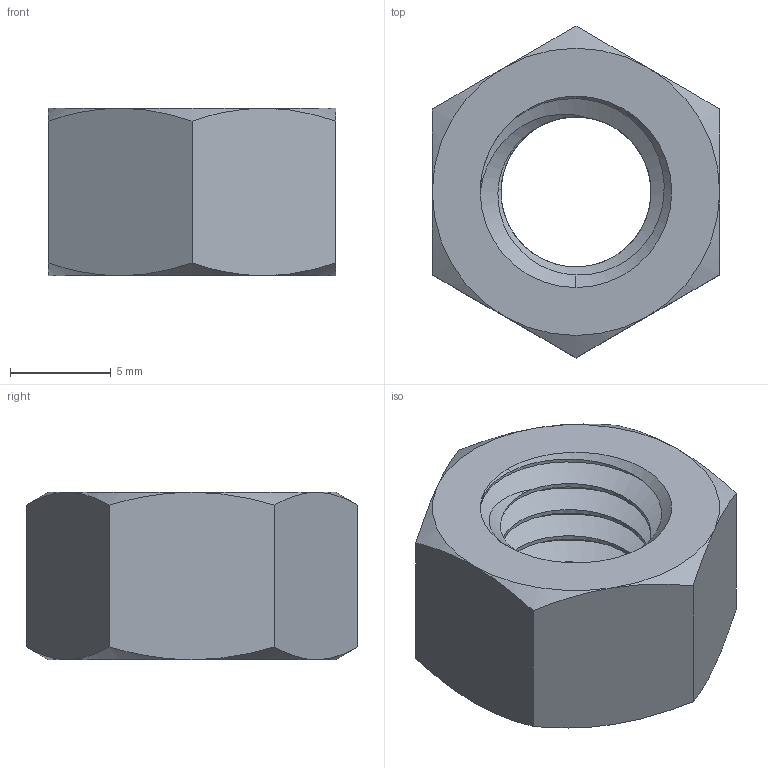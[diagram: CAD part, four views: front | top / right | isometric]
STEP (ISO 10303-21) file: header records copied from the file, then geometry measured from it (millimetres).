
FILE_DESCRIPTION (( 'STEP AP203' ), '1' );
FILE_NAME ('95462A031_Medium-Strength Steel Hex Nut.STEP', '2021-09-08T06:41:05', ( 'Administrator' ), ( 'Managed by Terraform' ), 'SwSTEP 2.0', 'SolidWorks 2017', '' );
FILE_SCHEMA (( 'CONFIG_CONTROL_DESIGN' ));
Length unit declared in the file: inch
Products named in the file (1): 95462A031_Medium-Strength Steel Hex Nut
Bounding box: 14.29 x 16.5 x 8.33 mm (x, y, z)
Volume: 980.9 mm3; surface area: 990.9 mm2
Topology: 1 solids, 1 shells, 41 faces, 101 edges, 62 vertices
Faces by surface type: cone 19, cylinder 11, plane 8, bspline 3
Entity records: 2359 total; most frequent: CARTESIAN_POINT 1453, ORIENTED_EDGE 202, DIRECTION 137, EDGE_CURVE 101, VERTEX_POINT 62, AXIS2_PLACEMENT_3D 58, EDGE_LOOP 43, FACE_OUTER_BOUND 41
